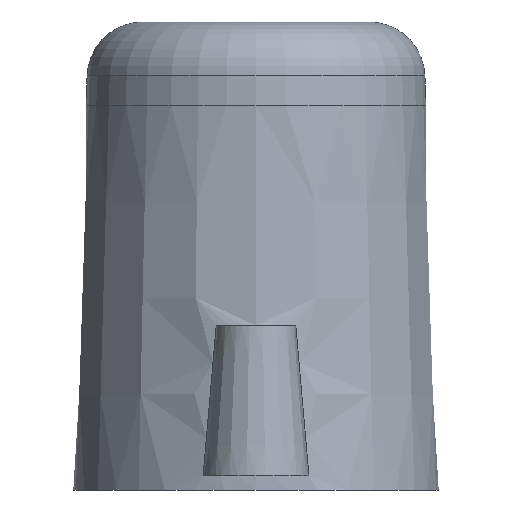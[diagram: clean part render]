
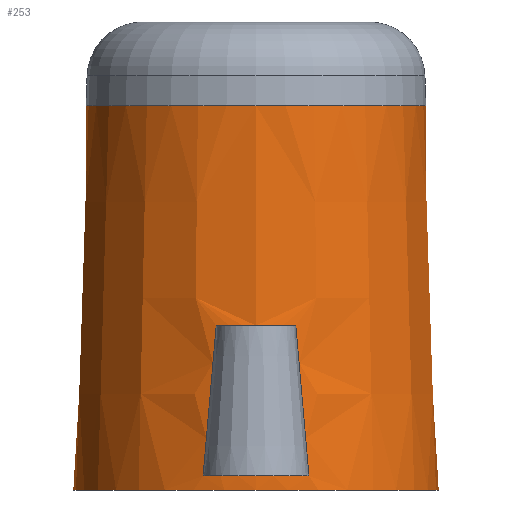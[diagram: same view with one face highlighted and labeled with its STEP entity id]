
A CAD part, left-side view. The second image highlights one B-rep face of the part: STEP entity #253.
In plain terms, the highlighted conical face has half-angle 1.9 degrees and reference radius 3.05 mm.
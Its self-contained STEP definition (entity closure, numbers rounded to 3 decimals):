
#15=FACE_BOUND('',#66,.T.);
#20=CONICAL_SURFACE('',#289,3.05,0.033);
#21=CIRCLE('',#260,3.271);
#23=CIRCLE('',#262,3.271);
#24=CIRCLE('',#264,3.181);
#26=CIRCLE('',#266,3.181);
#27=CIRCLE('',#268,3.181);
#30=CIRCLE('',#280,3.271);
#35=CIRCLE('',#287,3.05);
#36=CIRCLE('',#290,3.279);
#50=FACE_OUTER_BOUND('',#65,.T.);
#65=EDGE_LOOP('',(#213,#214,#215,#216,#217,#218,#219,#220,#221,#222,#223,
#224));
#66=EDGE_LOOP('',(#225,#226,#227,#228));
#81=LINE('',#450,#96);
#82=LINE('',#451,#97);
#96=VECTOR('',#375,3.05);
#97=VECTOR('',#376,3.05);
#98=ELLIPSE('',#258,39.004,3.146);
#99=ELLIPSE('',#271,39.004,3.146);
#100=ELLIPSE('',#273,39.004,3.146);
#101=ELLIPSE('',#276,39.004,3.146);
#102=VERTEX_POINT('',#381);
#103=VERTEX_POINT('',#382);
#106=VERTEX_POINT('',#390);
#107=VERTEX_POINT('',#391);
#109=VERTEX_POINT('',#398);
#111=VERTEX_POINT('',#402);
#112=VERTEX_POINT('',#406);
#113=VERTEX_POINT('',#407);
#116=VERTEX_POINT('',#418);
#118=VERTEX_POINT('',#425);
#123=VERTEX_POINT('',#443);
#124=VERTEX_POINT('',#448);
#125=EDGE_CURVE('',#102,#103,#98,.T.);
#129=EDGE_CURVE('',#106,#107,#21,.T.);
#132=EDGE_CURVE('',#107,#102,#23,.T.);
#133=EDGE_CURVE('',#103,#109,#24,.T.);
#136=EDGE_CURVE('',#109,#111,#26,.T.);
#137=EDGE_CURVE('',#112,#113,#27,.T.);
#141=EDGE_CURVE('',#111,#106,#99,.T.);
#143=EDGE_CURVE('',#116,#112,#100,.T.);
#146=EDGE_CURVE('',#113,#118,#101,.T.);
#150=EDGE_CURVE('',#118,#116,#30,.T.);
#156=EDGE_CURVE('',#123,#123,#35,.T.);
#157=EDGE_CURVE('',#124,#124,#36,.F.);
#158=EDGE_CURVE('',#124,#107,#81,.T.);
#159=EDGE_CURVE('',#109,#123,#82,.T.);
#213=ORIENTED_EDGE('',*,*,#157,.F.);
#214=ORIENTED_EDGE('',*,*,#158,.T.);
#215=ORIENTED_EDGE('',*,*,#132,.T.);
#216=ORIENTED_EDGE('',*,*,#125,.T.);
#217=ORIENTED_EDGE('',*,*,#133,.T.);
#218=ORIENTED_EDGE('',*,*,#159,.T.);
#219=ORIENTED_EDGE('',*,*,#156,.F.);
#220=ORIENTED_EDGE('',*,*,#159,.F.);
#221=ORIENTED_EDGE('',*,*,#136,.T.);
#222=ORIENTED_EDGE('',*,*,#141,.T.);
#223=ORIENTED_EDGE('',*,*,#129,.T.);
#224=ORIENTED_EDGE('',*,*,#158,.F.);
#225=ORIENTED_EDGE('',*,*,#143,.T.);
#226=ORIENTED_EDGE('',*,*,#137,.T.);
#227=ORIENTED_EDGE('',*,*,#146,.T.);
#228=ORIENTED_EDGE('',*,*,#150,.T.);
#253=ADVANCED_FACE('',(#50,#15),#20,.T.);
#258=AXIS2_PLACEMENT_3D('',#383,#296,#297);
#260=AXIS2_PLACEMENT_3D('',#392,#303,#304);
#262=AXIS2_PLACEMENT_3D('',#396,#308,#309);
#264=AXIS2_PLACEMENT_3D('',#399,#312,#313);
#266=AXIS2_PLACEMENT_3D('',#404,#317,#318);
#268=AXIS2_PLACEMENT_3D('',#408,#321,#322);
#271=AXIS2_PLACEMENT_3D('',#415,#329,#330);
#273=AXIS2_PLACEMENT_3D('',#419,#334,#335);
#276=AXIS2_PLACEMENT_3D('',#426,#342,#343);
#280=AXIS2_PLACEMENT_3D('',#433,#352,#353);
#287=AXIS2_PLACEMENT_3D('',#445,#367,#368);
#289=AXIS2_PLACEMENT_3D('',#447,#371,#372);
#290=AXIS2_PLACEMENT_3D('',#449,#373,#374);
#296=DIRECTION('center_axis',(0.,0.996,0.087));
#297=DIRECTION('ref_axis',(0.,-0.087,0.996));
#303=DIRECTION('center_axis',(0.,0.,-1.));
#304=DIRECTION('ref_axis',(1.,0.,0.));
#308=DIRECTION('center_axis',(0.,0.,-1.));
#309=DIRECTION('ref_axis',(1.,0.,0.));
#312=DIRECTION('center_axis',(0.,0.,1.));
#313=DIRECTION('ref_axis',(1.,0.,0.));
#317=DIRECTION('center_axis',(0.,0.,1.));
#318=DIRECTION('ref_axis',(1.,0.,0.));
#321=DIRECTION('center_axis',(0.,0.,1.));
#322=DIRECTION('ref_axis',(1.,0.,0.));
#329=DIRECTION('center_axis',(0.,-0.996,0.087));
#330=DIRECTION('ref_axis',(0.,0.087,0.996));
#334=DIRECTION('center_axis',(0.,-0.996,0.087));
#335=DIRECTION('ref_axis',(0.,0.087,0.996));
#342=DIRECTION('center_axis',(0.,0.996,0.087));
#343=DIRECTION('ref_axis',(0.,-0.087,0.996));
#352=DIRECTION('center_axis',(0.,0.,-1.));
#353=DIRECTION('ref_axis',(1.,0.,0.));
#367=DIRECTION('center_axis',(0.,0.,1.));
#368=DIRECTION('ref_axis',(1.,0.,0.));
#371=DIRECTION('center_axis',(0.,0.,-1.));
#372=DIRECTION('ref_axis',(1.,0.,0.));
#373=DIRECTION('center_axis',(0.,0.,1.));
#374=DIRECTION('ref_axis',(1.,0.,0.));
#375=DIRECTION('',(0.033,0.,0.999));
#376=DIRECTION('',(0.033,0.,0.999));
#381=CARTESIAN_POINT('',(-26.97,-49.625,6.352));
#382=CARTESIAN_POINT('',(-26.941,-49.861,9.052));
#383=CARTESIAN_POINT('Origin',(-23.84,-49.286,2.478));
#390=CARTESIAN_POINT('',(-26.97,-51.525,6.352));
#391=CARTESIAN_POINT('',(-27.111,-50.575,6.352));
#392=CARTESIAN_POINT('Origin',(-23.84,-50.575,6.352));
#396=CARTESIAN_POINT('Origin',(-23.84,-50.575,6.352));
#398=CARTESIAN_POINT('',(-27.022,-50.575,9.052));
#399=CARTESIAN_POINT('Origin',(-23.84,-50.575,9.052));
#402=CARTESIAN_POINT('',(-26.941,-51.289,9.052));
#404=CARTESIAN_POINT('Origin',(-23.84,-50.575,9.052));
#406=CARTESIAN_POINT('',(-20.74,-51.289,9.052));
#407=CARTESIAN_POINT('',(-20.74,-49.861,9.052));
#408=CARTESIAN_POINT('Origin',(-23.84,-50.575,9.052));
#415=CARTESIAN_POINT('Origin',(-23.84,-51.864,2.478));
#418=CARTESIAN_POINT('',(-20.71,-51.525,6.352));
#419=CARTESIAN_POINT('Origin',(-23.84,-51.864,2.478));
#425=CARTESIAN_POINT('',(-20.71,-49.625,6.352));
#426=CARTESIAN_POINT('Origin',(-23.84,-49.286,2.478));
#433=CARTESIAN_POINT('Origin',(-23.84,-50.575,6.352));
#443=CARTESIAN_POINT('',(-26.891,-50.575,13.));
#445=CARTESIAN_POINT('Origin',(-23.84,-50.575,13.));
#447=CARTESIAN_POINT('Origin',(-23.84,-50.575,13.));
#448=CARTESIAN_POINT('',(-27.12,-50.575,6.1));
#449=CARTESIAN_POINT('Origin',(-23.84,-50.575,6.1));
#450=CARTESIAN_POINT('',(-26.891,-50.575,13.));
#451=CARTESIAN_POINT('',(-26.891,-50.575,13.));
